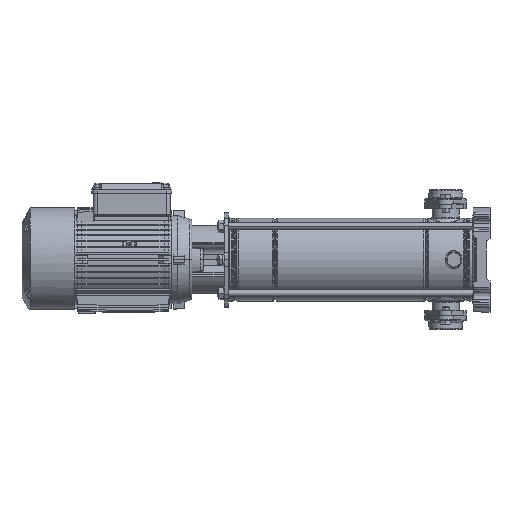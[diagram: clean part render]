
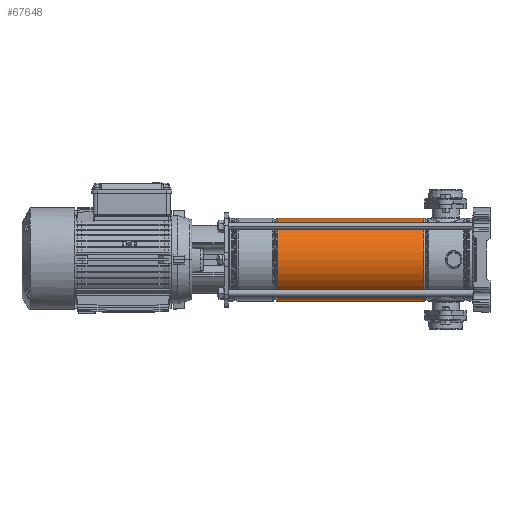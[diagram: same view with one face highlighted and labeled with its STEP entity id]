
A CAD part, left-side view. The second image highlights one B-rep face of the part: STEP entity #67648.
In plain terms, the highlighted cylindrical face has radius 74.9 mm (diameter 149.8 mm), a partial arc.
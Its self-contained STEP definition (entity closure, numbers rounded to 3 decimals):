
#1537 = EDGE_CURVE ( 'NONE', #16849, #58220, #53433, .T. ) ;
#1890 = FACE_OUTER_BOUND ( 'NONE', #9974, .T. ) ;
#5009 = CARTESIAN_POINT ( 'NONE',  ( 74.9, 0., 0. ) ) ;
#5709 = AXIS2_PLACEMENT_3D ( 'NONE', #13183, #68966, #19045 ) ;
#6616 = DIRECTION ( 'NONE',  ( 0., 0., 1. ) ) ;
#9659 = CARTESIAN_POINT ( 'NONE',  ( 74.9, 0., 351.721 ) ) ;
#9974 = EDGE_LOOP ( 'NONE', ( #61026, #67276, #64541, #65159 ) ) ;
#10479 = LINE ( 'NONE', #5009, #24749 ) ;
#12158 = EDGE_CURVE ( 'NONE', #12272, #58220, #69463, .T. ) ;
#12272 = VERTEX_POINT ( 'NONE', #25617 ) ;
#13183 = CARTESIAN_POINT ( 'NONE',  ( 0., 0., 0. ) ) ;
#16831 = VERTEX_POINT ( 'NONE', #9659 ) ;
#16849 = VERTEX_POINT ( 'NONE', #19555 ) ;
#17948 = CARTESIAN_POINT ( 'NONE',  ( 0., 0., 86.779 ) ) ;
#18649 = CARTESIAN_POINT ( 'NONE',  ( 0., 0., 351.721 ) ) ;
#19045 = DIRECTION ( 'NONE',  ( -1., 0., 0. ) ) ;
#19555 = CARTESIAN_POINT ( 'NONE',  ( -74.9, 0., 351.721 ) ) ;
#21130 = CIRCLE ( 'NONE', #49080, 74.9 ) ;
#23433 = DIRECTION ( 'NONE',  ( 1., 0., 0. ) ) ;
#24181 = CYLINDRICAL_SURFACE ( 'NONE', #5709, 74.9 ) ;
#24749 = VECTOR ( 'NONE', #65892, 1000. ) ;
#25617 = CARTESIAN_POINT ( 'NONE',  ( 74.9, 0., 86.779 ) ) ;
#36628 = EDGE_CURVE ( 'NONE', #16831, #12272, #10479, .T. ) ;
#40917 = DIRECTION ( 'NONE',  ( 0., 0., -1. ) ) ;
#46573 = DIRECTION ( 'NONE',  ( 0., 0., -1. ) ) ;
#47649 = CARTESIAN_POINT ( 'NONE',  ( -74.9, 0., 0. ) ) ;
#49080 = AXIS2_PLACEMENT_3D ( 'NONE', #18649, #40917, #63071 ) ;
#53433 = LINE ( 'NONE', #47649, #65678 ) ;
#57656 = EDGE_CURVE ( 'NONE', #16849, #16831, #21130, .T. ) ;
#58220 = VERTEX_POINT ( 'NONE', #66586 ) ;
#61026 = ORIENTED_EDGE ( 'NONE', *, *, #57656, .T. ) ;
#63071 = DIRECTION ( 'NONE',  ( 1., 0., 0. ) ) ;
#64541 = ORIENTED_EDGE ( 'NONE', *, *, #12158, .T. ) ;
#65159 = ORIENTED_EDGE ( 'NONE', *, *, #1537, .F. ) ;
#65678 = VECTOR ( 'NONE', #46573, 1000. ) ;
#65892 = DIRECTION ( 'NONE',  ( 0., 0., -1. ) ) ;
#66586 = CARTESIAN_POINT ( 'NONE',  ( -74.9, 0., 86.779 ) ) ;
#67276 = ORIENTED_EDGE ( 'NONE', *, *, #36628, .T. ) ;
#67648 = ADVANCED_FACE ( 'NONE', ( #1890 ), #24181, .T. ) ;
#68966 = DIRECTION ( 'NONE',  ( 0., 0., -1. ) ) ;
#69463 = CIRCLE ( 'NONE', #71779, 74.9 ) ;
#71779 = AXIS2_PLACEMENT_3D ( 'NONE', #17948, #6616, #23433 ) ;
